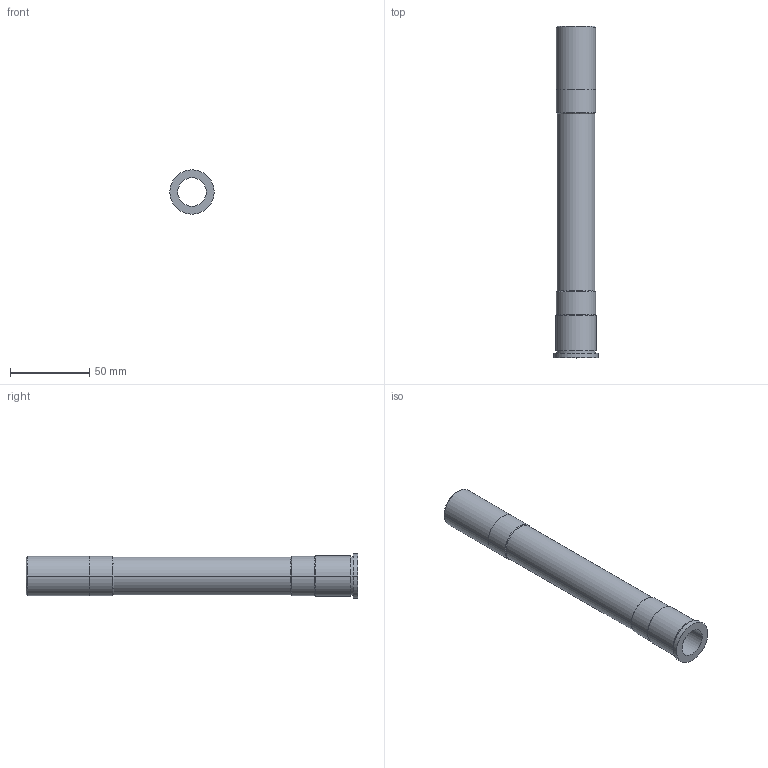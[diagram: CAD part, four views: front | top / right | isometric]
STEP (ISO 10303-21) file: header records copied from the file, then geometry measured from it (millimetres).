
FILE_DESCRIPTION((''),'2;1');
FILE_NAME('AXE_COLONNE','2023-10-02T',('Utilisateur'),('Kosmo'),'PRO/ENGINEER BY PARAMETRIC TECHNOLOGY CORPORATION, 2006380','PRO/ENGINEER BY PARAMETRIC TECHNOLOGY CORPORATION, 2006380','');
FILE_SCHEMA(('CONFIG_CONTROL_DESIGN'));
Length unit declared in the file: millimetre
Products named in the file (1): AXE_COLONNE
Bounding box: 28 x 210 x 28 mm (x, y, z)
Volume: 46185.8 mm3; surface area: 31913.9 mm2
Topology: 1 solids, 2 shells, 29 faces, 60 edges, 36 vertices
Faces by surface type: cylinder 16, cone 8, plane 5
Entity records: 822 total; most frequent: DIRECTION 156, CARTESIAN_POINT 126, ORIENTED_EDGE 116, AXIS2_PLACEMENT_3D 66, EDGE_CURVE 60, VERTEX_POINT 36, CIRCLE 36, EDGE_LOOP 34
